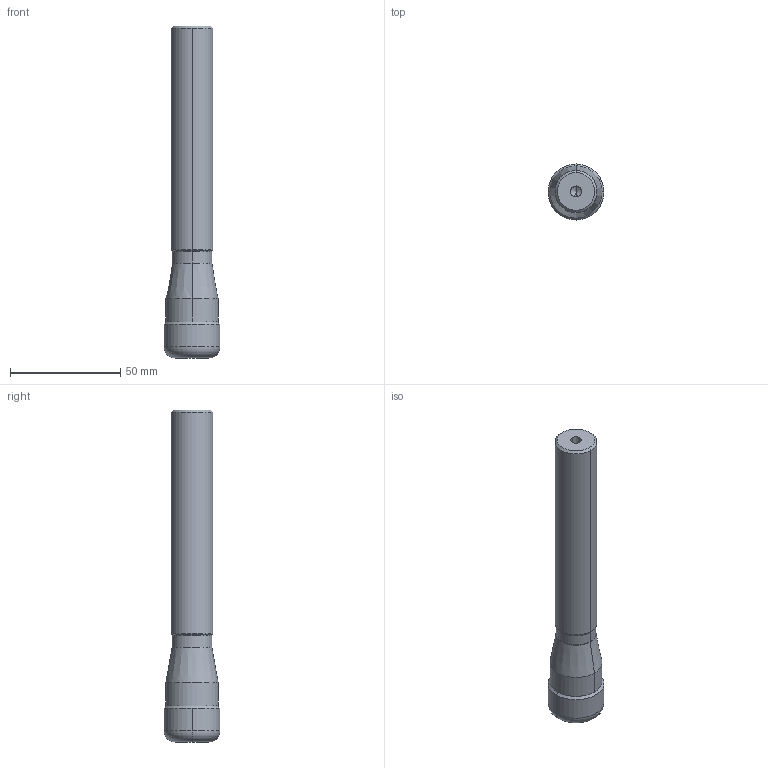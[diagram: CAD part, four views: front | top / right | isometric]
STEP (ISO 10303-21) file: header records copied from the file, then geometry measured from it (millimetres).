
FILE_DESCRIPTION(/* description */ (''),/* implementation_level */ '2;1');
FILE_NAME(/* name */ 'AXD4000UR162SA12SB_IR0_197.stp',/* time_stamp */ '2018-08-06T17:09:28+09:00',/* author */ (''),/* organization */ (''),/* preprocessor_version */ 'ST-DEVELOPER v16',/* originating_system */ 'SIEMENS PLM Software NX 10.0',/* authorisation */ '');
FILE_SCHEMA (('AUTOMOTIVE_DESIGN { 1 0 10303 214 3 1 1 1 }'));
Length unit declared in the file: millimetre
Products named in the file (1): AXD4000UR162SA12SB_IR0_197_ASM
Bounding box: 25.4 x 25.4 x 150.61 mm (x, y, z)
Volume: 52384.2 mm3; surface area: 14073.5 mm2
Topology: 2 solids, 2 shells, 57 faces, 124 edges, 71 vertices
Faces by surface type: cone 22, torus 18, cylinder 10, plane 5, bspline 2
Entity records: 1724 total; most frequent: DIRECTION 344, CARTESIAN_POINT 315, ORIENTED_EDGE 244, AXIS2_PLACEMENT_3D 156, EDGE_CURVE 122, CIRCLE 90, VERTEX_POINT 71, EDGE_LOOP 61
